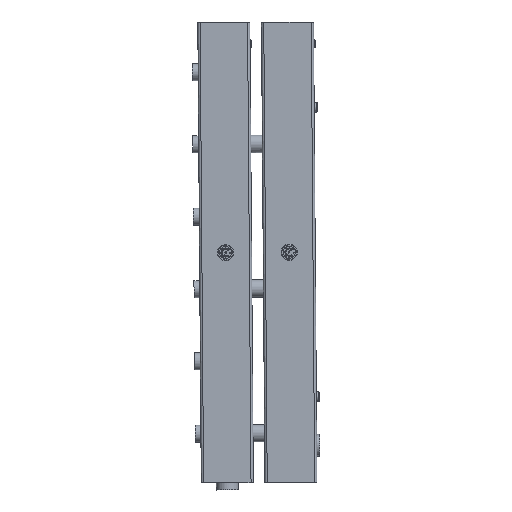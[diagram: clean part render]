
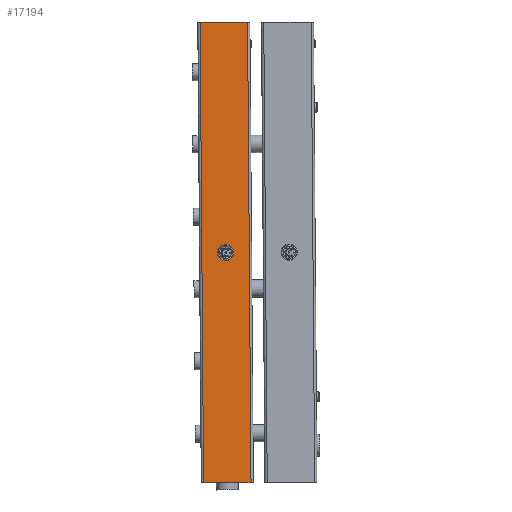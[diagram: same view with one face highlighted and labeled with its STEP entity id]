
A CAD part, left-side view. The second image highlights one B-rep face of the part: STEP entity #17194.
In plain terms, the highlighted face is planar.
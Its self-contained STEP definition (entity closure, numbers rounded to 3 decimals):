
#2075=LINE('',#28089,#4032);
#2076=LINE('',#28093,#4033);
#2077=LINE('',#28097,#4034);
#2078=LINE('',#28098,#4035);
#4032=VECTOR('',#23119,164.);
#4033=VECTOR('',#23124,1590.);
#4034=VECTOR('',#23129,1590.);
#4035=VECTOR('',#23130,164.);
#4747=PLANE('',#18547);
#5756=FACE_OUTER_BOUND('',#6775,.T.);
#6775=EDGE_LOOP('',(#15921,#15922,#15923,#15924));
#8833=VERTEX_POINT('',#28086);
#8834=VERTEX_POINT('',#28088);
#8835=VERTEX_POINT('',#28092);
#8836=VERTEX_POINT('',#28096);
#11210=EDGE_CURVE('',#8834,#8833,#2075,.T.);
#11212=EDGE_CURVE('',#8835,#8834,#2076,.T.);
#11214=EDGE_CURVE('',#8836,#8833,#2077,.T.);
#11215=EDGE_CURVE('',#8836,#8835,#2078,.T.);
#15921=ORIENTED_EDGE('',*,*,#11212,.T.);
#15922=ORIENTED_EDGE('',*,*,#11210,.T.);
#15923=ORIENTED_EDGE('',*,*,#11214,.F.);
#15924=ORIENTED_EDGE('',*,*,#11215,.T.);
#17194=ADVANCED_FACE('',(#5756),#4747,.F.);
#18547=AXIS2_PLACEMENT_3D('',#28095,#23127,#23128);
#23119=DIRECTION('',(-1.,0.,0.));
#23124=DIRECTION('',(0.,0.,1.));
#23127=DIRECTION('center_axis',(0.,1.,0.));
#23128=DIRECTION('ref_axis',(1.,0.,0.));
#23129=DIRECTION('',(0.,0.,1.));
#23130=DIRECTION('',(1.,0.,0.));
#28086=CARTESIAN_POINT('',(-82.,-90.,795.));
#28088=CARTESIAN_POINT('',(82.,-90.,795.));
#28089=CARTESIAN_POINT('',(82.,-90.,795.));
#28092=CARTESIAN_POINT('',(82.,-90.,-795.));
#28093=CARTESIAN_POINT('',(82.,-90.,0.));
#28095=CARTESIAN_POINT('Origin',(-82.,-90.,0.));
#28096=CARTESIAN_POINT('',(-82.,-90.,-795.));
#28097=CARTESIAN_POINT('',(-82.,-90.,0.));
#28098=CARTESIAN_POINT('',(82.,-90.,-795.));
